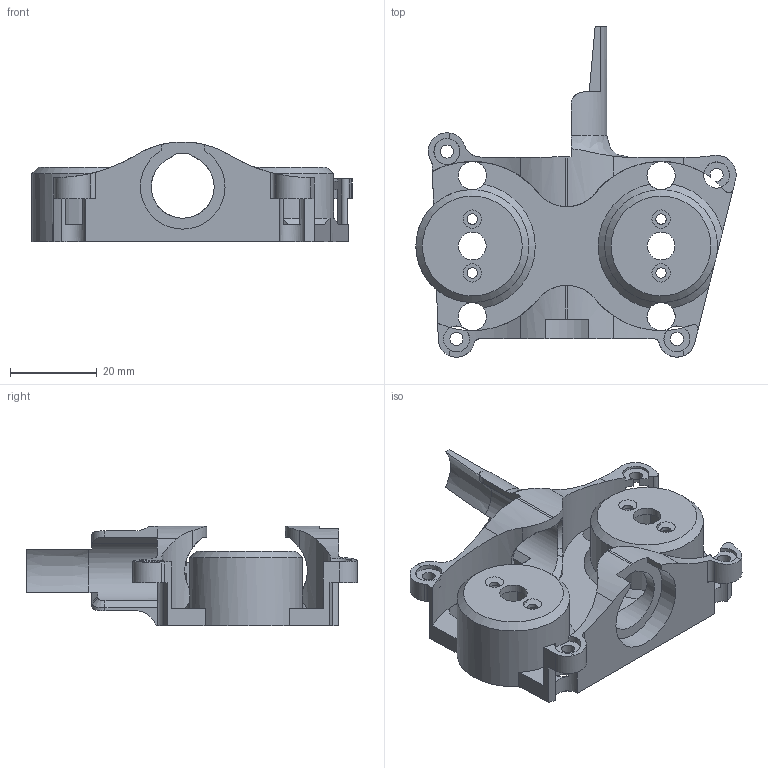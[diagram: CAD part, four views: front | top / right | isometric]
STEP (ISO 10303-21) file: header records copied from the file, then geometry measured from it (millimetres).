
FILE_DESCRIPTION(/* description */ (''),/* implementation_level */ '2;1');
FILE_NAME(/* name */ 'JYNER 43.5mm v4.0.step',/* time_stamp */ '2024-09-09T23:56:30-07:00',/* author */ (''),/* organization */ (''),/* preprocessor_version */ 'ST-DEVELOPER v20',/* originating_system */ 'Autodesk Translation Framework v13.14.0.145',/* authorisation */ '');
FILE_SCHEMA (('AUTOMOTIVE_DESIGN { 1 0 10303 214 3 1 1 }'));
Length unit declared in the file: millimetre
Products named in the file (1): JYNER
Bounding box: 73.78 x 76.1 x 23 mm (x, y, z)
Volume: 20975.1 mm3; surface area: 15777.3 mm2
Topology: 1 solids, 1 shells, 545 faces, 1576 edges, 1039 vertices
Faces by surface type: bspline 318, plane 136, cylinder 74, cone 17
Full cylindrical faces by diameter (mm): 2.4 x4, 3 x3, 6 x5, 6.4 x2, 6.5 x4, 26 x2
Entity records: 23079 total; most frequent: CARTESIAN_POINT 10865, ORIENTED_EDGE 3152, EDGE_CURVE 1576, DIRECTION 1493, VERTEX_POINT 1039, B_SPLINE_CURVE_WITH_KNOTS 707, LINE 681, VECTOR 681
